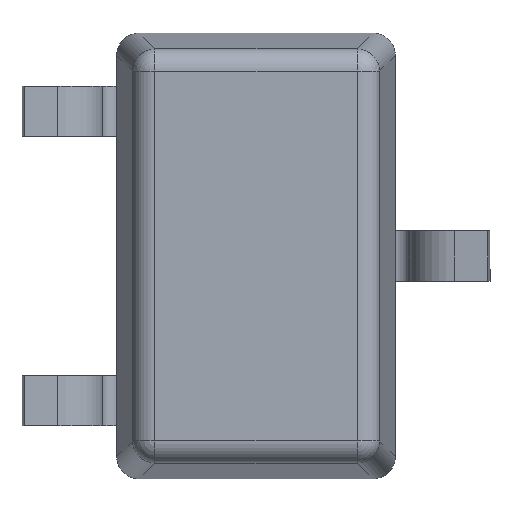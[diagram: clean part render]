
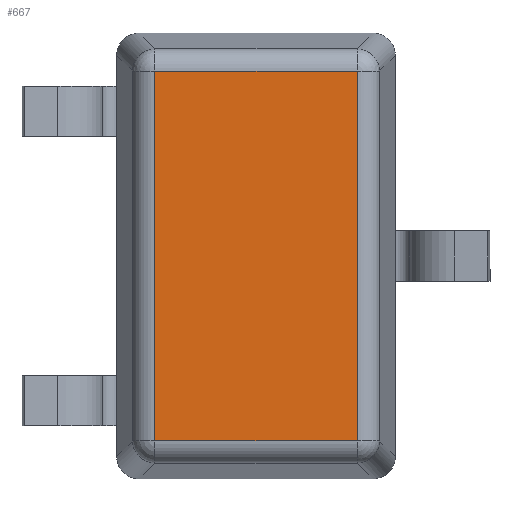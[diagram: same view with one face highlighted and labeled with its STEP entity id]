
A CAD part, front view. The second image highlights one B-rep face of the part: STEP entity #667.
In plain terms, the highlighted planar face has unit normal (0, -1, 0).
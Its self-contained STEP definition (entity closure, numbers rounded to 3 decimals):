
#79 = CARTESIAN_POINT ( 'NONE',  ( -0.455, 0.1, -0.917 ) ) ;
#84 = EDGE_LOOP ( 'NONE', ( #1976, #2274, #834, #2011 ) ) ;
#245 = DIRECTION ( 'NONE',  ( 1., 0., 0. ) ) ;
#386 = VERTEX_POINT ( 'NONE', #662 ) ;
#411 = FACE_OUTER_BOUND ( 'NONE', #84, .T. ) ;
#595 = DIRECTION ( 'NONE',  ( 0., -1., 0. ) ) ;
#600 = LINE ( 'NONE', #1981, #1451 ) ;
#662 = CARTESIAN_POINT ( 'NONE',  ( 0.455, 0.1, 0.83 ) ) ;
#667 = ADVANCED_FACE ( 'NONE', ( #411 ), #1383, .T. ) ;
#738 = CARTESIAN_POINT ( 'NONE',  ( -0.542, 0.1, 0.83 ) ) ;
#755 = EDGE_CURVE ( 'NONE', #1807, #386, #928, .T. ) ;
#756 = CARTESIAN_POINT ( 'NONE',  ( -0.455, 0.1, -0.83 ) ) ;
#834 = ORIENTED_EDGE ( 'NONE', *, *, #2127, .T. ) ;
#845 = DIRECTION ( 'NONE',  ( 0., 0., -1. ) ) ;
#893 = AXIS2_PLACEMENT_3D ( 'NONE', #1766, #595, #2122 ) ;
#928 = LINE ( 'NONE', #1540, #1428 ) ;
#1217 = LINE ( 'NONE', #79, #2454 ) ;
#1383 = PLANE ( 'NONE',  #893 ) ;
#1428 = VECTOR ( 'NONE', #2315, 1000. ) ;
#1451 = VECTOR ( 'NONE', #245, 1000. ) ;
#1519 = CARTESIAN_POINT ( 'NONE',  ( 0.455, 0.1, -0.83 ) ) ;
#1540 = CARTESIAN_POINT ( 'NONE',  ( 0.455, 0.1, 0.917 ) ) ;
#1766 = CARTESIAN_POINT ( 'NONE',  ( 0., 0.1, 0. ) ) ;
#1785 = VERTEX_POINT ( 'NONE', #756 ) ;
#1807 = VERTEX_POINT ( 'NONE', #1519 ) ;
#1899 = DIRECTION ( 'NONE',  ( -1., 0., 0. ) ) ;
#1927 = EDGE_CURVE ( 'NONE', #1785, #1807, #600, .T. ) ;
#1976 = ORIENTED_EDGE ( 'NONE', *, *, #1927, .T. ) ;
#1981 = CARTESIAN_POINT ( 'NONE',  ( 0.542, 0.1, -0.83 ) ) ;
#2011 = ORIENTED_EDGE ( 'NONE', *, *, #2326, .T. ) ;
#2018 = VERTEX_POINT ( 'NONE', #2209 ) ;
#2053 = VECTOR ( 'NONE', #1899, 1000. ) ;
#2122 = DIRECTION ( 'NONE',  ( 1., 0., 0. ) ) ;
#2127 = EDGE_CURVE ( 'NONE', #386, #2018, #2495, .T. ) ;
#2209 = CARTESIAN_POINT ( 'NONE',  ( -0.455, 0.1, 0.83 ) ) ;
#2274 = ORIENTED_EDGE ( 'NONE', *, *, #755, .T. ) ;
#2315 = DIRECTION ( 'NONE',  ( 0., 0., 1. ) ) ;
#2326 = EDGE_CURVE ( 'NONE', #2018, #1785, #1217, .T. ) ;
#2454 = VECTOR ( 'NONE', #845, 1000. ) ;
#2495 = LINE ( 'NONE', #738, #2053 ) ;
